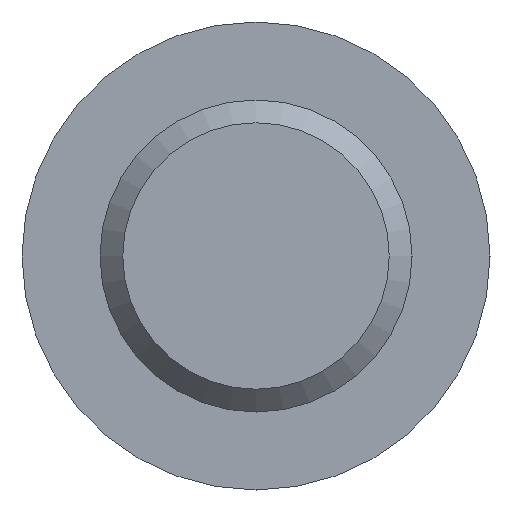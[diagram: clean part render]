
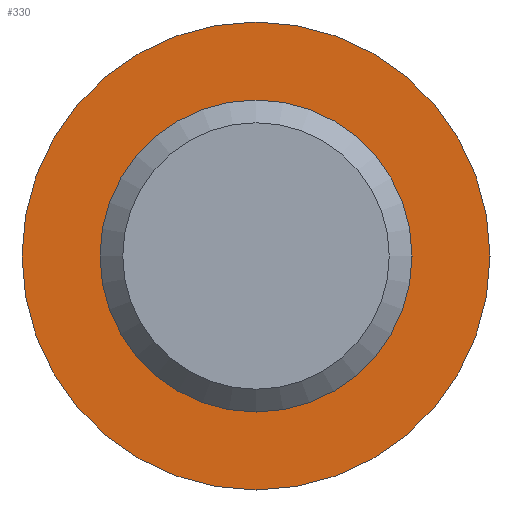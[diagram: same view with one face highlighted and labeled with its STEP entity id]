
A CAD part, front view. The second image highlights one B-rep face of the part: STEP entity #330.
In plain terms, the highlighted planar face has unit normal (0, -1, 0).
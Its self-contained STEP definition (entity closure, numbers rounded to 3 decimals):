
#8 = CARTESIAN_POINT ( 'NONE',  ( 0., 40., -9. ) ) ;
#20 = DIRECTION ( 'NONE',  ( 0., 0., -1. ) ) ;
#31 = AXIS2_PLACEMENT_3D ( 'NONE', #507, #442, #477 ) ;
#55 = FACE_BOUND ( 'NONE', #420, .T. ) ;
#64 = DIRECTION ( 'NONE',  ( 0., -1., 0. ) ) ;
#146 = FACE_OUTER_BOUND ( 'NONE', #248, .T. ) ;
#162 = EDGE_CURVE ( 'NONE', #346, #346, #463, .T. ) ;
#232 = AXIS2_PLACEMENT_3D ( 'NONE', #270, #64, #20 ) ;
#248 = EDGE_LOOP ( 'NONE', ( #412 ) ) ;
#262 = PLANE ( 'NONE',  #31 ) ;
#270 = CARTESIAN_POINT ( 'NONE',  ( 0., 40., 0. ) ) ;
#286 = EDGE_CURVE ( 'NONE', #518, #518, #373, .T. ) ;
#306 = DIRECTION ( 'NONE',  ( 0., 0., -1. ) ) ;
#326 = ORIENTED_EDGE ( 'NONE', *, *, #286, .F. ) ;
#330 = ADVANCED_FACE ( 'NONE', ( #55, #146 ), #262, .F. ) ;
#346 = VERTEX_POINT ( 'NONE', #8 ) ;
#373 = CIRCLE ( 'NONE', #474, 6. ) ;
#396 = CARTESIAN_POINT ( 'NONE',  ( 0., 40., 0. ) ) ;
#412 = ORIENTED_EDGE ( 'NONE', *, *, #162, .T. ) ;
#420 = EDGE_LOOP ( 'NONE', ( #326 ) ) ;
#442 = DIRECTION ( 'NONE',  ( 0., 1., 0. ) ) ;
#463 = CIRCLE ( 'NONE', #232, 9. ) ;
#474 = AXIS2_PLACEMENT_3D ( 'NONE', #396, #512, #306 ) ;
#477 = DIRECTION ( 'NONE',  ( 0., 0., 1. ) ) ;
#507 = CARTESIAN_POINT ( 'NONE',  ( -6., 40., 0. ) ) ;
#510 = CARTESIAN_POINT ( 'NONE',  ( 0., 40., -6. ) ) ;
#512 = DIRECTION ( 'NONE',  ( 0., -1., 0. ) ) ;
#518 = VERTEX_POINT ( 'NONE', #510 ) ;
